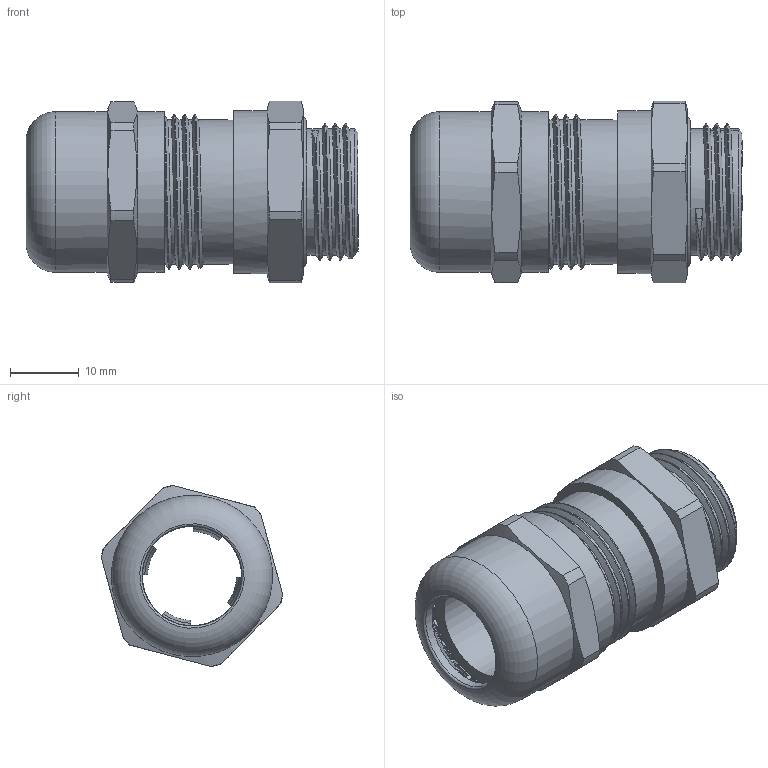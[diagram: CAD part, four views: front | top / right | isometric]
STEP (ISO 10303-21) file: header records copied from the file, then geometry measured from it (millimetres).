
FILE_DESCRIPTION(/* description */ ('Euro-Top-EMV M20 , 8-14 mm'),/* implementation_level */ '2;1');
FILE_NAME(/* name */ '61086522LF-RST.stp',/* time_stamp */ '2020-10-14T14:55:07+02:00',/* author */ ('sl'),/* organization */ (''),/* preprocessor_version */ 'ST-DEVELOPER v16.5',/* originating_system */ 'Autodesk Inventor 2017',/* authorisation */ '');
FILE_SCHEMA (('AUTOMOTIVE_DESIGN { 1 0 10303 214 3 1 1 }'));
Length unit declared in the file: millimetre
Products named in the file (8): 61086522LF; 61086522; 61086522_1; 61086522_2; 61086522_3; 61086522_4; 61086522_5; 61086522_6
Assembly tree (7 placements, depth 2):
  61086522LF
    61086522
    61086522_1
    61086522_2
    61086522_3
    61086522_4
    61086522_5
    61086522_6
Bounding box: 48.23 x 26.41 x 26.36 mm (x, y, z)
Volume: 6975.4 mm3; surface area: 14831.2 mm2
Topology: 7 solids, 7 shells, 392 faces, 1081 edges, 707 vertices
Faces by surface type: plane 190, cylinder 119, cone 45, torus 32, bspline 6
Full cylindrical faces by diameter (mm): 14.44 x1, 14.46 x1, 14.54 x1, 15.91 x1, 16.5 x1, 17.03 x1, 17.51 x2, 17.53 x1, 17.97 x1, 18.1 x1, 18.32 x1, 18.418 x3, 18.74 x1, 19.17 x1, 19.19 x1, 19.3 x1, 19.64 x2, 20.64 x1, 20.82 x1, 20.98 x4, 21.3 x8, 22.418 x1, 22.822 x8, 23.4 x2, 23.72 x1
Entity records: 15671 total; most frequent: CARTESIAN_POINT 6485, ORIENTED_EDGE 1902, DIRECTION 1829, EDGE_CURVE 951, AXIS2_PLACEMENT_3D 711, VERTEX_POINT 648, EDGE_LOOP 437, LINE 407
